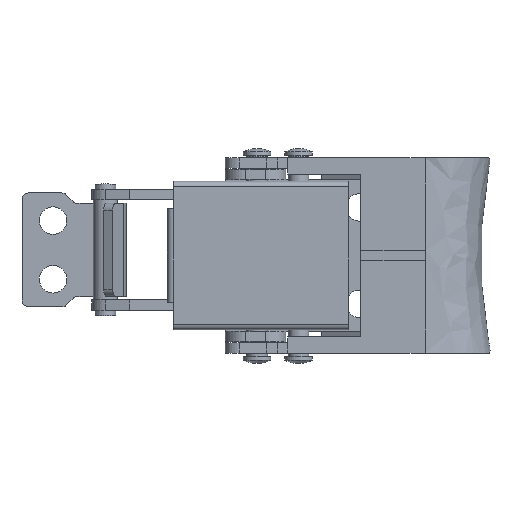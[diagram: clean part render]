
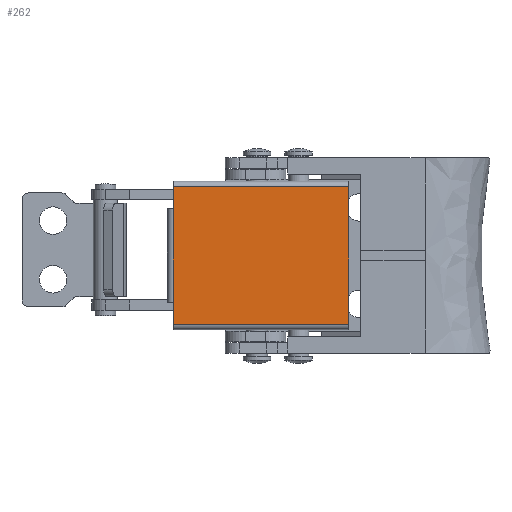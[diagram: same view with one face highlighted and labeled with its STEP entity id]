
A CAD part, top view. The second image highlights one B-rep face of the part: STEP entity #262.
In plain terms, the highlighted planar face has unit normal (0, 0, 1).
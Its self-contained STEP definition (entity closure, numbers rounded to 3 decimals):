
#262=ADVANCED_FACE('',(#586),#5143,.T.);
#586=FACE_OUTER_BOUND('',#940,.T.);
#940=EDGE_LOOP('',(#1976,#1977,#1978,#1979,#1980,#1981));
#1976=ORIENTED_EDGE('',*,*,#3094,.F.);
#1977=ORIENTED_EDGE('',*,*,#3123,.T.);
#1978=ORIENTED_EDGE('',*,*,#3066,.F.);
#1979=ORIENTED_EDGE('',*,*,#3124,.T.);
#1980=ORIENTED_EDGE('',*,*,#3105,.F.);
#1981=ORIENTED_EDGE('',*,*,#3122,.F.);
#3066=EDGE_CURVE('',#4781,#4778,#4354,.T.);
#3094=EDGE_CURVE('',#4797,#4794,#4370,.T.);
#3105=EDGE_CURVE('',#4809,#4810,#4381,.T.);
#3122=EDGE_CURVE('',#4794,#4809,#4394,.T.);
#3123=EDGE_CURVE('',#4797,#4778,#4395,.T.);
#3124=EDGE_CURVE('',#4781,#4810,#4396,.T.);
#4354=B_SPLINE_CURVE_WITH_KNOTS('',1,(#32531,#32532),.UNSPECIFIED.,.F.,
 .F.,(2,2),(0.,13.5),.UNSPECIFIED.);
#4370=B_SPLINE_CURVE_WITH_KNOTS('',1,(#32597,#32598),.UNSPECIFIED.,.F.,
 .F.,(2,2),(0.,25.5),.UNSPECIFIED.);
#4381=B_SPLINE_CURVE_WITH_KNOTS('',1,(#32619,#32620),.UNSPECIFIED.,.F.,
 .F.,(2,2),(0.,25.5),.UNSPECIFIED.);
#4394=B_SPLINE_CURVE_WITH_KNOTS('',1,(#32657,#32658),.UNSPECIFIED.,.F.,
 .F.,(2,2),(0.,19.9),.UNSPECIFIED.);
#4395=B_SPLINE_CURVE_WITH_KNOTS('',1,(#32659,#32660),.UNSPECIFIED.,.F.,
 .F.,(2,2),(0.,3.2),.UNSPECIFIED.);
#4396=B_SPLINE_CURVE_WITH_KNOTS('',1,(#32661,#32662),.UNSPECIFIED.,.F.,
 .F.,(2,2),(0.,3.2),.UNSPECIFIED.);
#4778=VERTEX_POINT('',#32443);
#4781=VERTEX_POINT('',#32446);
#4794=VERTEX_POINT('',#32459);
#4797=VERTEX_POINT('',#32462);
#4809=VERTEX_POINT('',#32474);
#4810=VERTEX_POINT('',#32475);
#5143=PLANE('',#5710);
#5710=AXIS2_PLACEMENT_3D('',#32411,#6411,$);
#6411=DIRECTION('',(0.,0.,1.));
#32411=CARTESIAN_POINT('',(-18.418,0.698,9.521));
#32443=CARTESIAN_POINT('',(-15.856,19.4,9.521));
#32446=CARTESIAN_POINT('',(-15.856,5.9,9.521));
#32459=CARTESIAN_POINT('',(9.644,22.6,9.521));
#32462=CARTESIAN_POINT('',(-15.856,22.6,9.521));
#32474=CARTESIAN_POINT('',(9.644,2.7,9.521));
#32475=CARTESIAN_POINT('',(-15.856,2.7,9.521));
#32531=CARTESIAN_POINT('',(-15.856,5.9,9.521));
#32532=CARTESIAN_POINT('',(-15.856,19.4,9.521));
#32597=CARTESIAN_POINT('',(-15.856,22.6,9.521));
#32598=CARTESIAN_POINT('',(9.644,22.6,9.521));
#32619=CARTESIAN_POINT('',(9.644,2.7,9.521));
#32620=CARTESIAN_POINT('',(-15.856,2.7,9.521));
#32657=CARTESIAN_POINT('',(9.644,22.6,9.521));
#32658=CARTESIAN_POINT('',(9.644,2.7,9.521));
#32659=CARTESIAN_POINT('',(-15.856,22.6,9.521));
#32660=CARTESIAN_POINT('',(-15.856,19.4,9.521));
#32661=CARTESIAN_POINT('',(-15.856,5.9,9.521));
#32662=CARTESIAN_POINT('',(-15.856,2.7,9.521));
